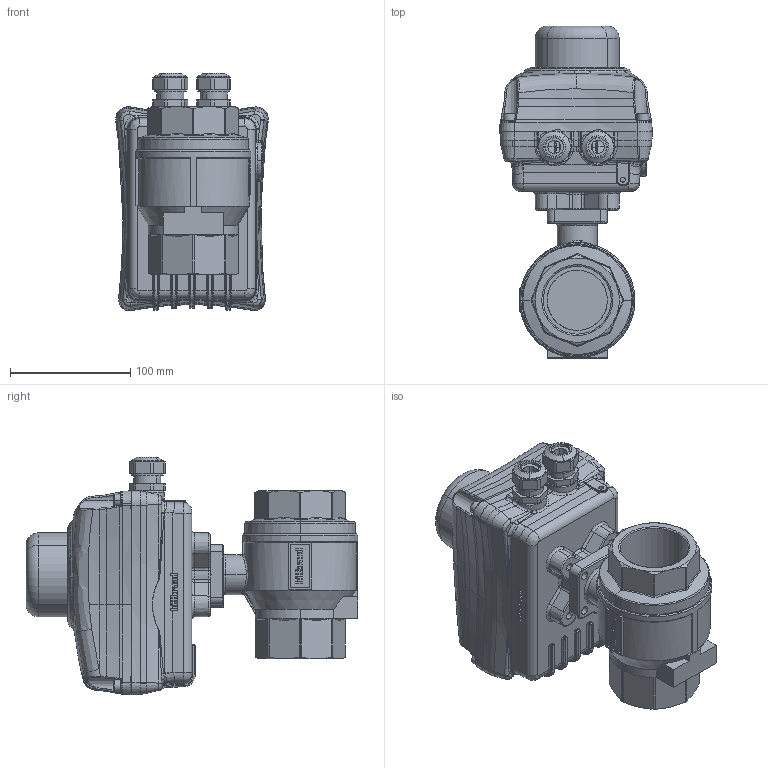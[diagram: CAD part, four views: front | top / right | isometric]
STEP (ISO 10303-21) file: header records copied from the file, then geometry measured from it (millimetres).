
FILE_DESCRIPTION (( 'STEP AP214' ), '1' );
FILE_NAME ('08 05 20X TW 230.step', '2019-07-10T08:10:31', ( '' ), ( '' ), 'SwSTEP 2.0', 'SolidWorks 2018', '' );
FILE_SCHEMA (( 'AUTOMOTIVE_DESIGN' ));
Length unit declared in the file: millimetre
Products named in the file (5): 08 05 20X TW 230; 08 05 230; 0887E 20; Rot; Gelb
Assembly tree (4 placements, depth 2):
  08 05 20X TW 230
    08 05 230
    Gelb
    Rot
    0887E 20
Bounding box: 127.04 x 276 x 197.43 mm (x, y, z)
Volume: 81079 mm3; surface area: 204023.1 mm2
Topology: 4 solids, 20 shells, 2002 faces, 5477 edges, 3439 vertices
Faces by surface type: bspline 714, plane 589, cylinder 452, cone 206, torus 41
Entity records: 107774 total; most frequent: CARTESIAN_POINT 41597, ORIENTED_EDGE 10301, DIRECTION 7403, EDGE_CURVE 5441, VERTEX_POINT 3439, AXIS2_PLACEMENT_3D 2699, EDGE_LOOP 2111, VECTOR 2005
